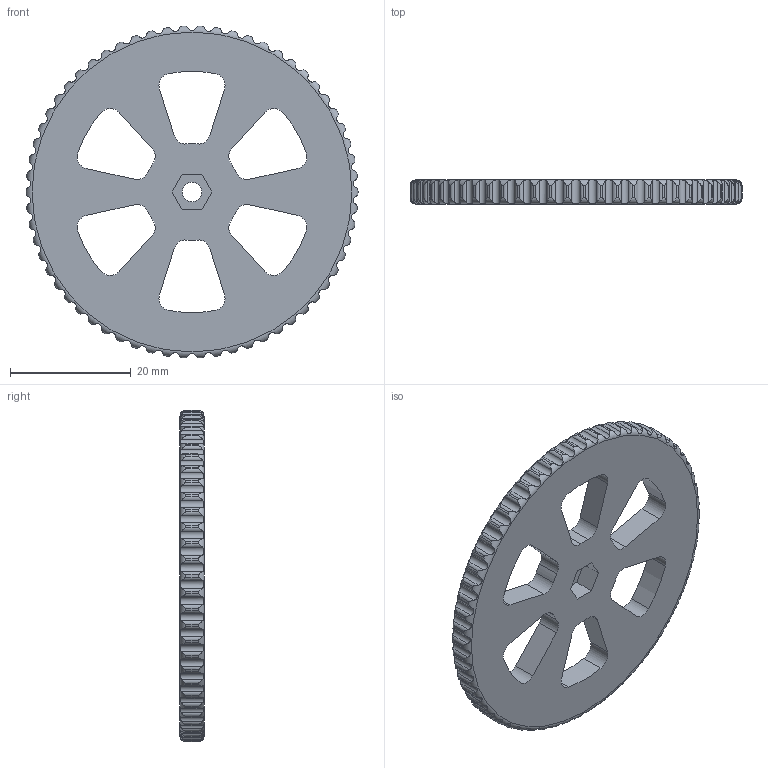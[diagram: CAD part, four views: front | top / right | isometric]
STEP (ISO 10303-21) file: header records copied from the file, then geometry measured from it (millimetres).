
FILE_DESCRIPTION(/* description */ (''),/* implementation_level */ '2;1');
FILE_NAME(/* name */ 'screw_wheel_60_m3.step',/* time_stamp */ '2022-06-08T09:14:35+02:00',/* author */ (''),/* organization */ (''),/* preprocessor_version */ 'ST-DEVELOPER v18.1',/* originating_system */ 'Autodesk Translation Framework v10.14.0.1471',/* authorisation */ '');
FILE_SCHEMA (('AUTOMOTIVE_DESIGN { 1 0 10303 214 3 1 1 }'));
Length unit declared in the file: millimetre
Products named in the file (1): screw_wheel_60_m3
Bounding box: 55 x 4 x 54.95 mm (x, y, z)
Volume: 6749.1 mm3; surface area: 5137.6 mm2
Topology: 1 solids, 1 shells, 308 faces, 915 edges, 610 vertices
Faces by surface type: cylinder 285, plane 21, torus 2
Full cylindrical faces by diameter (mm): 3.2 x1
Entity records: 13800 total; most frequent: CARTESIAN_POINT 6020, ORIENTED_EDGE 1830, DIRECTION 1361, EDGE_CURVE 915, VERTEX_POINT 610, AXIS2_PLACEMENT_3D 511, B_SPLINE_CURVE_WITH_KNOTS 374, LINE 339
